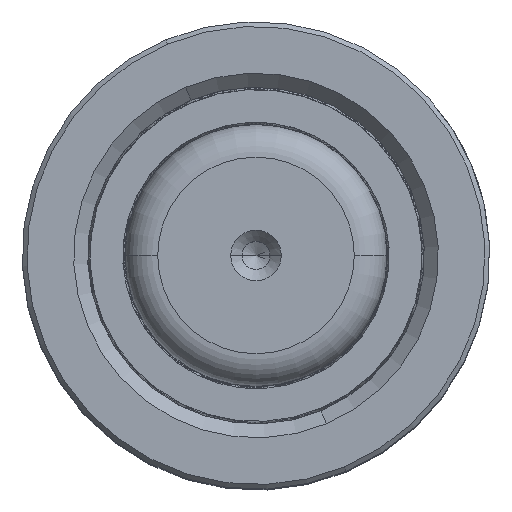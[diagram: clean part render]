
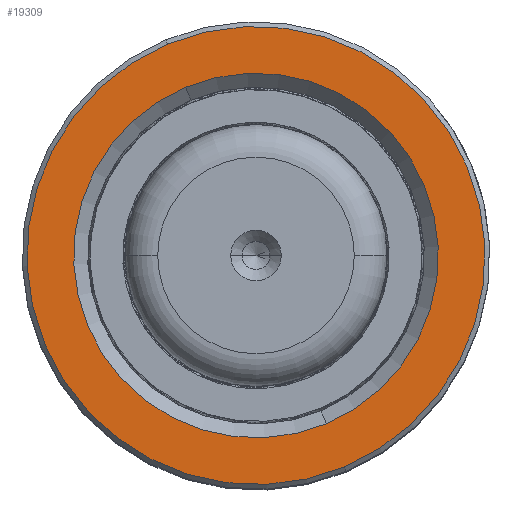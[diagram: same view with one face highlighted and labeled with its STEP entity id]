
A CAD part, top view. The second image highlights one B-rep face of the part: STEP entity #19309.
In plain terms, the highlighted planar face has unit normal (0, 0, 1).
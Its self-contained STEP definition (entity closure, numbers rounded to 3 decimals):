
#2416 = ORIENTED_EDGE ( 'NONE', *, *, #25334, .T. ) ;
#3891 = CIRCLE ( 'NONE', #22812, 19.5 ) ;
#5407 = EDGE_CURVE ( 'NONE', #37304, #13594, #18815, .T. ) ;
#7002 = CARTESIAN_POINT ( 'NONE',  ( -24.5, 0., 60. ) ) ;
#10917 = CARTESIAN_POINT ( 'NONE',  ( 0., 0., 60. ) ) ;
#12157 = CIRCLE ( 'NONE', #18531, 19.5 ) ;
#12568 = DIRECTION ( 'NONE',  ( 0., 0., 1. ) ) ;
#13594 = VERTEX_POINT ( 'NONE', #47040 ) ;
#14008 = EDGE_CURVE ( 'NONE', #48738, #28804, #12157, .T. ) ;
#14719 = AXIS2_PLACEMENT_3D ( 'NONE', #15977, #12568, #28252 ) ;
#15338 = CARTESIAN_POINT ( 'NONE',  ( 0., 0., 60. ) ) ;
#15977 = CARTESIAN_POINT ( 'NONE',  ( 0., 0., 60. ) ) ;
#18531 = AXIS2_PLACEMENT_3D ( 'NONE', #15338, #38827, #23830 ) ;
#18633 = DIRECTION ( 'NONE',  ( 0., 0., -1. ) ) ;
#18815 = CIRCLE ( 'NONE', #20964, 24.5 ) ;
#19084 = DIRECTION ( 'NONE',  ( 0., 0., 1. ) ) ;
#19309 = ADVANCED_FACE ( 'NONE', ( #43702, #33370 ), #31485, .T. ) ;
#19513 = AXIS2_PLACEMENT_3D ( 'NONE', #10917, #19084, #30179 ) ;
#20964 = AXIS2_PLACEMENT_3D ( 'NONE', #27904, #35902, #43384 ) ;
#22812 = AXIS2_PLACEMENT_3D ( 'NONE', #45516, #18633, #38045 ) ;
#23830 = DIRECTION ( 'NONE',  ( 1., 0., 0. ) ) ;
#24638 = ORIENTED_EDGE ( 'NONE', *, *, #5407, .T. ) ;
#25334 = EDGE_CURVE ( 'NONE', #28804, #48738, #3891, .T. ) ;
#27904 = CARTESIAN_POINT ( 'NONE',  ( 0., 0., 60. ) ) ;
#28252 = DIRECTION ( 'NONE',  ( 1., 0., 0. ) ) ;
#28804 = VERTEX_POINT ( 'NONE', #46928 ) ;
#30179 = DIRECTION ( 'NONE',  ( 1., 0., 0. ) ) ;
#30597 = EDGE_LOOP ( 'NONE', ( #24638, #50023 ) ) ;
#31485 = PLANE ( 'NONE',  #14719 ) ;
#32612 = CARTESIAN_POINT ( 'NONE',  ( 19.5, 0., 60. ) ) ;
#33370 = FACE_BOUND ( 'NONE', #42839, .T. ) ;
#33855 = CIRCLE ( 'NONE', #19513, 24.5 ) ;
#35902 = DIRECTION ( 'NONE',  ( 0., 0., 1. ) ) ;
#37039 = ORIENTED_EDGE ( 'NONE', *, *, #14008, .T. ) ;
#37304 = VERTEX_POINT ( 'NONE', #7002 ) ;
#38045 = DIRECTION ( 'NONE',  ( 1., 0., 0. ) ) ;
#38827 = DIRECTION ( 'NONE',  ( 0., 0., -1. ) ) ;
#42839 = EDGE_LOOP ( 'NONE', ( #37039, #2416 ) ) ;
#43384 = DIRECTION ( 'NONE',  ( 1., 0., 0. ) ) ;
#43702 = FACE_OUTER_BOUND ( 'NONE', #30597, .T. ) ;
#45516 = CARTESIAN_POINT ( 'NONE',  ( 0., 0., 60. ) ) ;
#46928 = CARTESIAN_POINT ( 'NONE',  ( -19.5, 0., 60. ) ) ;
#47040 = CARTESIAN_POINT ( 'NONE',  ( 24.5, 0., 60. ) ) ;
#48068 = EDGE_CURVE ( 'NONE', #13594, #37304, #33855, .T. ) ;
#48738 = VERTEX_POINT ( 'NONE', #32612 ) ;
#50023 = ORIENTED_EDGE ( 'NONE', *, *, #48068, .T. ) ;
